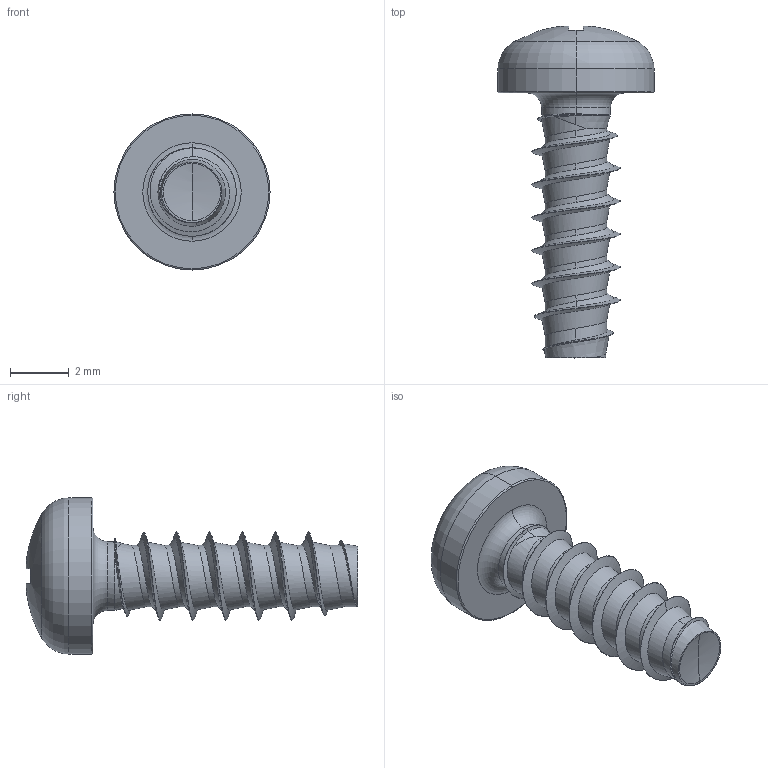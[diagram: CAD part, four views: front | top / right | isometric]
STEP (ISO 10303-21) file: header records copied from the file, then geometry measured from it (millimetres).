
FILE_DESCRIPTION (( 'STEP AP203' ), '1' );
FILE_NAME ('STP220300090.STEP', '2017-08-15T02:44:21', ( '' ), ( '' ), 'SwSTEP 2.0', 'SolidWorks 2015', '' );
FILE_SCHEMA (( 'CONFIG_CONTROL_DESIGN' ));
Length unit declared in the file: millimetre
Products named in the file (1): STP220300090
Bounding box: 5.3 x 11.27 x 5.3 mm (x, y, z)
Volume: 74.4 mm3; surface area: 167.4 mm2
Topology: 1 solids, 1 shells, 182 faces, 433 edges, 253 vertices
Faces by surface type: bspline 55, cylinder 40, plane 30, torus 28, sphere 20, cone 9
Entity records: 16293 total; most frequent: CARTESIAN_POINT 12493, ORIENTED_EDGE 862, DIRECTION 701, EDGE_CURVE 431, AXIS2_PLACEMENT_3D 308, VERTEX_POINT 253, EDGE_LOOP 184, FACE_OUTER_BOUND 182
